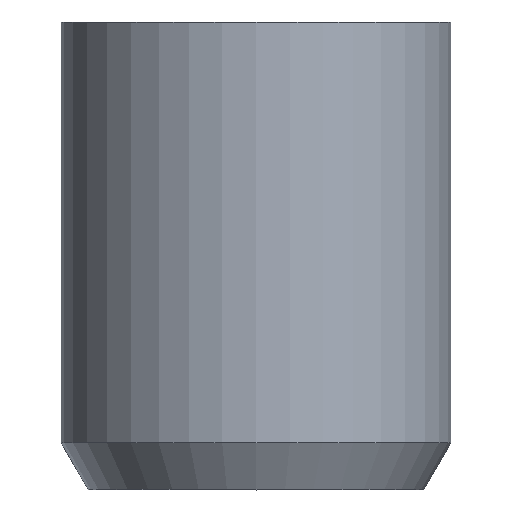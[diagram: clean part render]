
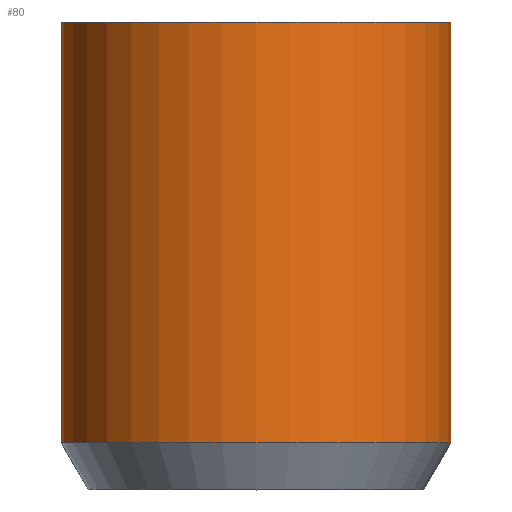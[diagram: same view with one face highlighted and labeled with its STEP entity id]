
A CAD part, top view. The second image highlights one B-rep face of the part: STEP entity #80.
In plain terms, the highlighted cylindrical face has radius 5 mm (diameter 10 mm), a partial arc.
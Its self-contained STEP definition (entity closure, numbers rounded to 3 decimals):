
#80 = ADVANCED_FACE( '', ( #94 ), #95, .T. );
#94 = FACE_OUTER_BOUND( '', #111, .T. );
#95 = CYLINDRICAL_SURFACE( '', #112, 5. );
#111 = EDGE_LOOP( '', ( #150, #151, #152, #153 ) );
#112 = AXIS2_PLACEMENT_3D( '', #154, #155, #156 );
#150 = ORIENTED_EDGE( '', *, *, #173, .T. );
#151 = ORIENTED_EDGE( '', *, *, #182, .F. );
#152 = ORIENTED_EDGE( '', *, *, #175, .T. );
#153 = ORIENTED_EDGE( '', *, *, #181, .T. );
#154 = CARTESIAN_POINT( '', ( 0., 6.6, 0. ) );
#155 = DIRECTION( '', ( 0., -1., 0. ) );
#156 = DIRECTION( '', ( 1., 0., 0. ) );
#173 = EDGE_CURVE( '', #190, #191, #192, .T. );
#175 = EDGE_CURVE( '', #195, #193, #196, .T. );
#181 = EDGE_CURVE( '', #193, #190, #204, .T. );
#182 = EDGE_CURVE( '', #195, #191, #205, .T. );
#190 = VERTEX_POINT( '', #215 );
#191 = VERTEX_POINT( '', #216 );
#192 = LINE( '', #217, #218 );
#193 = VERTEX_POINT( '', #219 );
#195 = VERTEX_POINT( '', #221 );
#196 = LINE( '', #222, #223 );
#204 = CIRCLE( '', #233, 5. );
#205 = CIRCLE( '', #234, 5. );
#215 = CARTESIAN_POINT( '', ( 5., 1.2, 0. ) );
#216 = CARTESIAN_POINT( '', ( 5., 12., 0. ) );
#217 = CARTESIAN_POINT( '', ( 5., 6.6, 0. ) );
#218 = VECTOR( '', #241, 1. );
#219 = CARTESIAN_POINT( '', ( -5., 1.2, 0. ) );
#221 = CARTESIAN_POINT( '', ( -5., 12., 0. ) );
#222 = CARTESIAN_POINT( '', ( -5., 6.6, 0. ) );
#223 = VECTOR( '', #245, 1. );
#233 = AXIS2_PLACEMENT_3D( '', #257, #258, #259 );
#234 = AXIS2_PLACEMENT_3D( '', #260, #261, #262 );
#241 = DIRECTION( '', ( 0., 1., 0. ) );
#245 = DIRECTION( '', ( 0., -1., 0. ) );
#257 = CARTESIAN_POINT( '', ( 0., 1.2, 0. ) );
#258 = DIRECTION( '', ( 0., 1., 0. ) );
#259 = DIRECTION( '', ( 1., 0., 0. ) );
#260 = CARTESIAN_POINT( '', ( 0., 12., 0. ) );
#261 = DIRECTION( '', ( 0., 1., 0. ) );
#262 = DIRECTION( '', ( 1., 0., 0. ) );
